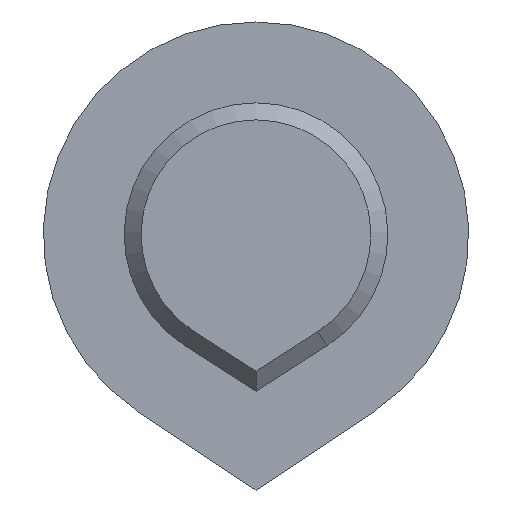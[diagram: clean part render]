
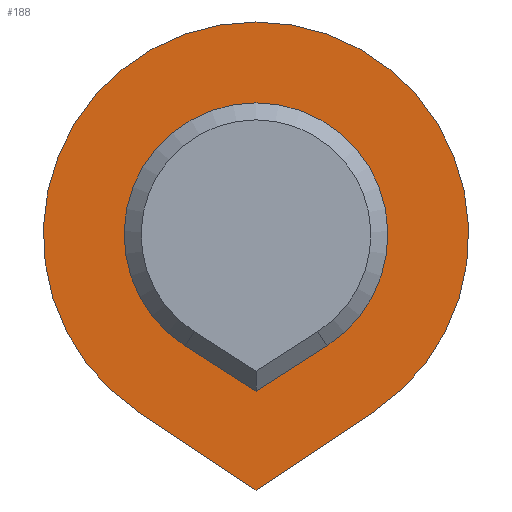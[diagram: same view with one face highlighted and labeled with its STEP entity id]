
A CAD part, left-side view. The second image highlights one B-rep face of the part: STEP entity #188.
In plain terms, the highlighted planar face has unit normal (-1, 0, 0).
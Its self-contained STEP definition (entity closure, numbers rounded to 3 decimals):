
#15=FACE_BOUND('',#45,.T.);
#21=PLANE('',#217);
#32=FACE_OUTER_BOUND('',#44,.T.);
#44=EDGE_LOOP('',(#154,#155,#156));
#45=EDGE_LOOP('',(#157,#158,#159));
#52=CIRCLE('',#210,3.1);
#55=CIRCLE('',#218,5.);
#60=LINE('',#295,#79);
#62=LINE('',#298,#81);
#68=LINE('',#313,#87);
#69=LINE('',#316,#88);
#79=VECTOR('',#239,10.);
#81=VECTOR('',#243,10.);
#87=VECTOR('',#257,10.);
#88=VECTOR('',#260,10.);
#96=VERTEX_POINT('',#284);
#97=VERTEX_POINT('',#286);
#100=VERTEX_POINT('',#294);
#104=VERTEX_POINT('',#311);
#105=VERTEX_POINT('',#312);
#106=VERTEX_POINT('',#314);
#111=EDGE_CURVE('',#96,#97,#52,.T.);
#115=EDGE_CURVE('',#97,#100,#60,.T.);
#117=EDGE_CURVE('',#100,#96,#62,.T.);
#124=EDGE_CURVE('',#104,#105,#68,.T.);
#125=EDGE_CURVE('',#106,#104,#55,.T.);
#126=EDGE_CURVE('',#106,#105,#69,.T.);
#154=ORIENTED_EDGE('',*,*,#124,.F.);
#155=ORIENTED_EDGE('',*,*,#125,.F.);
#156=ORIENTED_EDGE('',*,*,#126,.T.);
#157=ORIENTED_EDGE('',*,*,#111,.F.);
#158=ORIENTED_EDGE('',*,*,#117,.F.);
#159=ORIENTED_EDGE('',*,*,#115,.F.);
#188=ADVANCED_FACE('',(#32,#15),#21,.F.);
#210=AXIS2_PLACEMENT_3D('',#287,#231,#232);
#217=AXIS2_PLACEMENT_3D('',#310,#255,#256);
#218=AXIS2_PLACEMENT_3D('',#315,#258,#259);
#231=DIRECTION('center_axis',(-1.,0.,0.));
#232=DIRECTION('ref_axis',(0.,1.,0.));
#239=DIRECTION('',(0.,-0.844,-0.537));
#243=DIRECTION('',(0.,-0.844,0.537));
#255=DIRECTION('center_axis',(1.,0.,0.));
#256=DIRECTION('ref_axis',(0.,1.,0.));
#257=DIRECTION('',(0.,0.833,-0.553));
#258=DIRECTION('center_axis',(1.,0.,0.));
#259=DIRECTION('ref_axis',(0.,1.,0.));
#260=DIRECTION('',(0.,-0.833,-0.553));
#284=CARTESIAN_POINT('',(-2.8,-1.664,-2.616));
#286=CARTESIAN_POINT('',(-2.8,1.664,-2.616));
#287=CARTESIAN_POINT('Origin',(-2.8,0.,0.));
#294=CARTESIAN_POINT('',(-2.8,0.,-3.674));
#295=CARTESIAN_POINT('',(-2.8,1.551,-2.688));
#298=CARTESIAN_POINT('',(-2.8,-0.826,-3.149));
#310=CARTESIAN_POINT('Origin',(-2.8,0.,-0.5));
#311=CARTESIAN_POINT('',(-2.8,-2.764,-4.167));
#312=CARTESIAN_POINT('',(-2.8,0.,-6.));
#313=CARTESIAN_POINT('',(-2.8,-2.764,-4.167));
#314=CARTESIAN_POINT('',(-2.8,2.764,-4.167));
#315=CARTESIAN_POINT('Origin',(-2.8,0.,0.));
#316=CARTESIAN_POINT('',(-2.8,2.764,-4.167));
